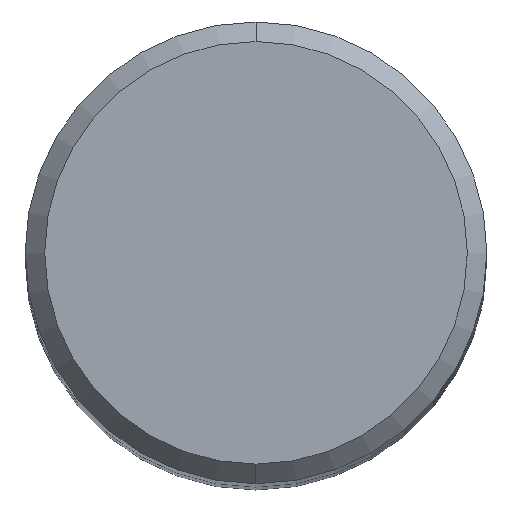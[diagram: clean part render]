
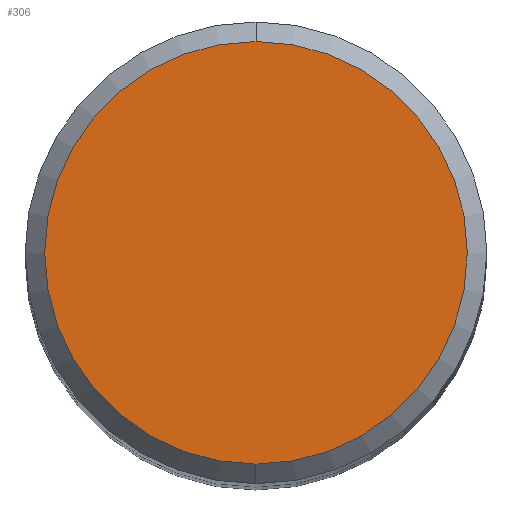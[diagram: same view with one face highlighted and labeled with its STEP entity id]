
A CAD part, top view. The second image highlights one B-rep face of the part: STEP entity #306.
In plain terms, the highlighted planar face has unit normal (0, 0, 1).
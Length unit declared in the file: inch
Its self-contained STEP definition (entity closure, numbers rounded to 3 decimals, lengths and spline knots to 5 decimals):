
#6 = CARTESIAN_POINT ( 'NONE',  ( 0., -0.2162, 0. ) ) ;
#25 = CARTESIAN_POINT ( 'NONE',  ( 0., 0.2162, 0. ) ) ;
#33 = AXIS2_PLACEMENT_3D ( 'NONE', #241, #301, #341 ) ;
#116 = DIRECTION ( 'NONE',  ( 0., 1., 0. ) ) ;
#119 = VERTEX_POINT ( 'NONE', #6 ) ;
#157 = EDGE_LOOP ( 'NONE', ( #322, #356 ) ) ;
#169 = CIRCLE ( 'NONE', #348, 0.2162 ) ;
#213 = CIRCLE ( 'NONE', #33, 0.2162 ) ;
#215 = EDGE_CURVE ( 'NONE', #119, #339, #213, .T. ) ;
#241 = CARTESIAN_POINT ( 'NONE',  ( 0., 0., 0. ) ) ;
#242 = CARTESIAN_POINT ( 'NONE',  ( 0., 0., 0. ) ) ;
#246 = DIRECTION ( 'NONE',  ( 0., 0., 1. ) ) ;
#247 = CARTESIAN_POINT ( 'NONE',  ( 0., 0.2162, 0. ) ) ;
#301 = DIRECTION ( 'NONE',  ( 0., 0., 1. ) ) ;
#306 = ADVANCED_FACE ( 'NONE', ( #405 ), #349, .F. ) ;
#315 = EDGE_CURVE ( 'NONE', #339, #119, #169, .T. ) ;
#322 = ORIENTED_EDGE ( 'NONE', *, *, #315, .T. ) ;
#339 = VERTEX_POINT ( 'NONE', #247 ) ;
#341 = DIRECTION ( 'NONE',  ( 0., -1., 0. ) ) ;
#348 = AXIS2_PLACEMENT_3D ( 'NONE', #242, #246, #377 ) ;
#349 = PLANE ( 'NONE',  #375 ) ;
#356 = ORIENTED_EDGE ( 'NONE', *, *, #215, .T. ) ;
#375 = AXIS2_PLACEMENT_3D ( 'NONE', #25, #406, #116 ) ;
#377 = DIRECTION ( 'NONE',  ( 0., -1., 0. ) ) ;
#405 = FACE_OUTER_BOUND ( 'NONE', #157, .T. ) ;
#406 = DIRECTION ( 'NONE',  ( 0., 0., -1. ) ) ;
